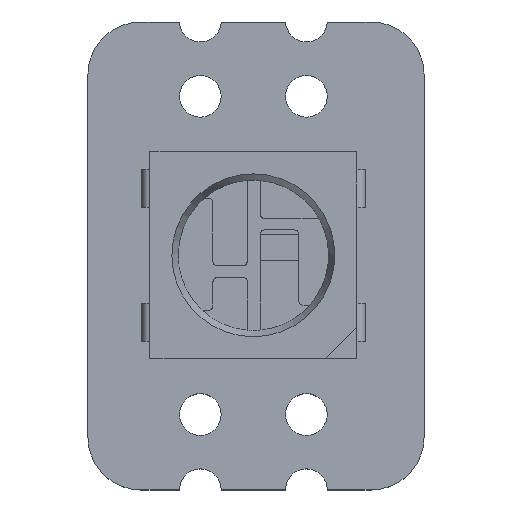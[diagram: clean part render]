
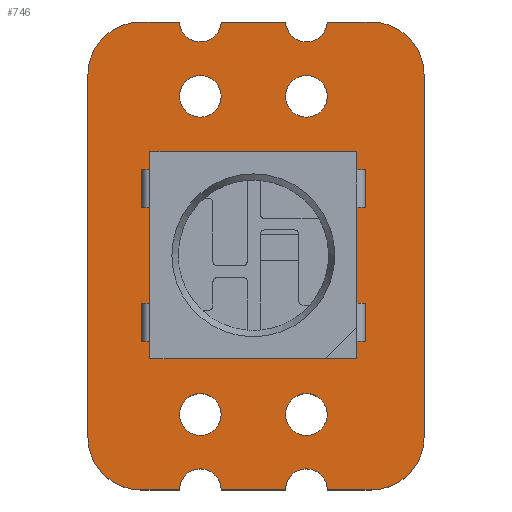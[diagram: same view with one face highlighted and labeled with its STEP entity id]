
A CAD part, top view. The second image highlights one B-rep face of the part: STEP entity #746.
In plain terms, the highlighted planar face has unit normal (0, 0, 1).
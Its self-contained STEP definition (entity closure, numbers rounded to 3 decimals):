
#41 = VERTEX_POINT('',#42);
#42 = CARTESIAN_POINT('',(148.234,-111.658,0.));
#59 = VERTEX_POINT('',#60);
#60 = CARTESIAN_POINT('',(148.234,-102.997,0.));
#66 = EDGE_CURVE('',#41,#59,#67,.T.);
#67 = LINE('',#68,#69);
#68 = CARTESIAN_POINT('',(148.234,-111.658,0.));
#69 = VECTOR('',#70,1.);
#70 = DIRECTION('',(0.,1.,0.));
#91 = VERTEX_POINT('',#92);
#92 = CARTESIAN_POINT('',(146.964,-112.928,0.));
#98 = EDGE_CURVE('',#41,#91,#99,.T.);
#99 = CIRCLE('',#100,1.27);
#100 = AXIS2_PLACEMENT_3D('',#101,#102,#103);
#101 = CARTESIAN_POINT('',(146.964,-111.658,0.));
#102 = DIRECTION('',(0.,0.,-1.));
#103 = DIRECTION('',(1.,0.,0.));
#114 = VERTEX_POINT('',#115);
#115 = CARTESIAN_POINT('',(146.964,-101.727,0.));
#131 = EDGE_CURVE('',#114,#59,#132,.T.);
#132 = CIRCLE('',#133,1.27);
#133 = AXIS2_PLACEMENT_3D('',#134,#135,#136);
#134 = CARTESIAN_POINT('',(146.964,-102.997,0.));
#135 = DIRECTION('',(0.,0.,-1.));
#136 = DIRECTION('',(0.,1.,0.));
#147 = VERTEX_POINT('',#148);
#148 = CARTESIAN_POINT('',(145.915,-112.928,0.));
#163 = EDGE_CURVE('',#147,#91,#164,.T.);
#164 = LINE('',#165,#166);
#165 = CARTESIAN_POINT('',(141.453,-112.928,0.));
#166 = VECTOR('',#167,1.);
#167 = DIRECTION('',(1.,0.,0.));
#187 = VERTEX_POINT('',#188);
#188 = CARTESIAN_POINT('',(145.915,-101.727,0.));
#194 = EDGE_CURVE('',#114,#187,#195,.T.);
#195 = LINE('',#196,#197);
#196 = CARTESIAN_POINT('',(146.964,-101.727,0.));
#197 = VECTOR('',#198,1.);
#198 = DIRECTION('',(-1.,0.,0.));
#219 = VERTEX_POINT('',#220);
#220 = CARTESIAN_POINT('',(145.915,-112.925,0.));
#226 = EDGE_CURVE('',#147,#219,#227,.T.);
#227 = CIRCLE('',#228,0.5);
#228 = AXIS2_PLACEMENT_3D('',#229,#230,#231);
#229 = CARTESIAN_POINT('',(145.415,-112.925,0.));
#230 = DIRECTION('',(0.,0.,1.));
#231 = DIRECTION('',(1.,0.,-0.));
#242 = VERTEX_POINT('',#243);
#243 = CARTESIAN_POINT('',(144.915,-101.727,0.));
#259 = EDGE_CURVE('',#242,#187,#260,.T.);
#260 = CIRCLE('',#261,0.5);
#261 = AXIS2_PLACEMENT_3D('',#262,#263,#264);
#262 = CARTESIAN_POINT('',(145.415,-101.705,0.));
#263 = DIRECTION('',(0.,0.,1.));
#264 = DIRECTION('',(1.,0.,-0.));
#285 = VERTEX_POINT('',#286);
#286 = CARTESIAN_POINT('',(144.915,-112.928,0.));
#292 = EDGE_CURVE('',#219,#285,#293,.T.);
#293 = CIRCLE('',#294,0.5);
#294 = AXIS2_PLACEMENT_3D('',#295,#296,#297);
#295 = CARTESIAN_POINT('',(145.415,-112.925,0.));
#296 = DIRECTION('',(0.,0.,1.));
#297 = DIRECTION('',(1.,0.,-0.));
#317 = VERTEX_POINT('',#318);
#318 = CARTESIAN_POINT('',(143.375,-101.727,0.));
#324 = EDGE_CURVE('',#242,#317,#325,.T.);
#325 = LINE('',#326,#327);
#326 = CARTESIAN_POINT('',(146.964,-101.727,0.));
#327 = VECTOR('',#328,1.);
#328 = DIRECTION('',(-1.,0.,0.));
#339 = VERTEX_POINT('',#340);
#340 = CARTESIAN_POINT('',(143.375,-112.928,0.));
#355 = EDGE_CURVE('',#339,#285,#356,.T.);
#356 = LINE('',#357,#358);
#357 = CARTESIAN_POINT('',(141.453,-112.928,0.));
#358 = VECTOR('',#359,1.);
#359 = DIRECTION('',(1.,0.,0.));
#370 = VERTEX_POINT('',#371);
#371 = CARTESIAN_POINT('',(142.375,-101.727,0.));
#387 = EDGE_CURVE('',#370,#317,#388,.T.);
#388 = CIRCLE('',#389,0.5);
#389 = AXIS2_PLACEMENT_3D('',#390,#391,#392);
#390 = CARTESIAN_POINT('',(142.875,-101.705,0.));
#391 = DIRECTION('',(0.,0.,1.));
#392 = DIRECTION('',(1.,0.,-0.));
#413 = VERTEX_POINT('',#414);
#414 = CARTESIAN_POINT('',(143.375,-112.925,0.));
#420 = EDGE_CURVE('',#339,#413,#421,.T.);
#421 = CIRCLE('',#422,0.5);
#422 = AXIS2_PLACEMENT_3D('',#423,#424,#425);
#423 = CARTESIAN_POINT('',(142.875,-112.925,0.));
#424 = DIRECTION('',(0.,0.,1.));
#425 = DIRECTION('',(1.,0.,-0.));
#445 = VERTEX_POINT('',#446);
#446 = CARTESIAN_POINT('',(141.453,-101.727,0.));
#452 = EDGE_CURVE('',#370,#445,#453,.T.);
#453 = LINE('',#454,#455);
#454 = CARTESIAN_POINT('',(146.964,-101.727,0.));
#455 = VECTOR('',#456,1.);
#456 = DIRECTION('',(-1.,0.,0.));
#477 = VERTEX_POINT('',#478);
#478 = CARTESIAN_POINT('',(142.375,-112.928,0.));
#484 = EDGE_CURVE('',#413,#477,#485,.T.);
#485 = CIRCLE('',#486,0.5);
#486 = AXIS2_PLACEMENT_3D('',#487,#488,#489);
#487 = CARTESIAN_POINT('',(142.875,-112.925,0.));
#488 = DIRECTION('',(0.,0.,1.));
#489 = DIRECTION('',(1.,0.,-0.));
#500 = VERTEX_POINT('',#501);
#501 = CARTESIAN_POINT('',(140.183,-102.997,0.));
#517 = EDGE_CURVE('',#500,#445,#518,.T.);
#518 = CIRCLE('',#519,1.27);
#519 = AXIS2_PLACEMENT_3D('',#520,#521,#522);
#520 = CARTESIAN_POINT('',(141.453,-102.997,0.));
#521 = DIRECTION('',(0.,0.,-1.));
#522 = DIRECTION('',(-1.,0.,0.));
#533 = VERTEX_POINT('',#534);
#534 = CARTESIAN_POINT('',(141.453,-112.928,0.));
#549 = EDGE_CURVE('',#533,#477,#550,.T.);
#550 = LINE('',#551,#552);
#551 = CARTESIAN_POINT('',(141.453,-112.928,0.));
#552 = VECTOR('',#553,1.);
#553 = DIRECTION('',(1.,0.,0.));
#573 = VERTEX_POINT('',#574);
#574 = CARTESIAN_POINT('',(140.183,-111.658,0.));
#580 = EDGE_CURVE('',#500,#573,#581,.T.);
#581 = LINE('',#582,#583);
#582 = CARTESIAN_POINT('',(140.183,-102.997,0.));
#583 = VECTOR('',#584,1.);
#584 = DIRECTION('',(0.,-1.,0.));
#603 = EDGE_CURVE('',#533,#573,#604,.T.);
#604 = CIRCLE('',#605,1.27);
#605 = AXIS2_PLACEMENT_3D('',#606,#607,#608);
#606 = CARTESIAN_POINT('',(141.453,-111.658,0.));
#607 = DIRECTION('',(0.,0.,-1.));
#608 = DIRECTION('',(0.,-1.,0.));
#619 = VERTEX_POINT('',#620);
#620 = CARTESIAN_POINT('',(143.375,-111.125,0.));
#636 = EDGE_CURVE('',#619,#619,#637,.T.);
#637 = CIRCLE('',#638,0.5);
#638 = AXIS2_PLACEMENT_3D('',#639,#640,#641);
#639 = CARTESIAN_POINT('',(142.875,-111.125,0.));
#640 = DIRECTION('',(0.,0.,1.));
#641 = DIRECTION('',(1.,0.,-0.));
#652 = VERTEX_POINT('',#653);
#653 = CARTESIAN_POINT('',(145.915,-111.125,0.));
#669 = EDGE_CURVE('',#652,#652,#670,.T.);
#670 = CIRCLE('',#671,0.5);
#671 = AXIS2_PLACEMENT_3D('',#672,#673,#674);
#672 = CARTESIAN_POINT('',(145.415,-111.125,0.));
#673 = DIRECTION('',(0.,0.,1.));
#674 = DIRECTION('',(1.,0.,-0.));
#685 = VERTEX_POINT('',#686);
#686 = CARTESIAN_POINT('',(145.915,-103.505,0.));
#702 = EDGE_CURVE('',#685,#685,#703,.T.);
#703 = CIRCLE('',#704,0.5);
#704 = AXIS2_PLACEMENT_3D('',#705,#706,#707);
#705 = CARTESIAN_POINT('',(145.415,-103.505,0.));
#706 = DIRECTION('',(0.,0.,1.));
#707 = DIRECTION('',(1.,0.,-0.));
#718 = VERTEX_POINT('',#719);
#719 = CARTESIAN_POINT('',(143.375,-103.505,0.));
#735 = EDGE_CURVE('',#718,#718,#736,.T.);
#736 = CIRCLE('',#737,0.5);
#737 = AXIS2_PLACEMENT_3D('',#738,#739,#740);
#738 = CARTESIAN_POINT('',(142.875,-103.505,0.));
#739 = DIRECTION('',(0.,0.,1.));
#740 = DIRECTION('',(1.,0.,-0.));
#746 = ADVANCED_FACE('',(#747,#767,#770,#773,#776),#779,.F.);
#747 = FACE_BOUND('',#748,.F.);
#748 = EDGE_LOOP('',(#749,#750,#751,#752,#753,#754,#755,#756,#757,#758,
    #759,#760,#761,#762,#763,#764,#765,#766));
#749 = ORIENTED_EDGE('',*,*,#66,.F.);
#750 = ORIENTED_EDGE('',*,*,#98,.T.);
#751 = ORIENTED_EDGE('',*,*,#163,.F.);
#752 = ORIENTED_EDGE('',*,*,#226,.T.);
#753 = ORIENTED_EDGE('',*,*,#292,.T.);
#754 = ORIENTED_EDGE('',*,*,#355,.F.);
#755 = ORIENTED_EDGE('',*,*,#420,.T.);
#756 = ORIENTED_EDGE('',*,*,#484,.T.);
#757 = ORIENTED_EDGE('',*,*,#549,.F.);
#758 = ORIENTED_EDGE('',*,*,#603,.T.);
#759 = ORIENTED_EDGE('',*,*,#580,.F.);
#760 = ORIENTED_EDGE('',*,*,#517,.T.);
#761 = ORIENTED_EDGE('',*,*,#452,.F.);
#762 = ORIENTED_EDGE('',*,*,#387,.T.);
#763 = ORIENTED_EDGE('',*,*,#324,.F.);
#764 = ORIENTED_EDGE('',*,*,#259,.T.);
#765 = ORIENTED_EDGE('',*,*,#194,.F.);
#766 = ORIENTED_EDGE('',*,*,#131,.T.);
#767 = FACE_BOUND('',#768,.F.);
#768 = EDGE_LOOP('',(#769));
#769 = ORIENTED_EDGE('',*,*,#636,.T.);
#770 = FACE_BOUND('',#771,.F.);
#771 = EDGE_LOOP('',(#772));
#772 = ORIENTED_EDGE('',*,*,#669,.T.);
#773 = FACE_BOUND('',#774,.F.);
#774 = EDGE_LOOP('',(#775));
#775 = ORIENTED_EDGE('',*,*,#702,.T.);
#776 = FACE_BOUND('',#777,.F.);
#777 = EDGE_LOOP('',(#778));
#778 = ORIENTED_EDGE('',*,*,#735,.T.);
#779 = PLANE('',#780);
#780 = AXIS2_PLACEMENT_3D('',#781,#782,#783);
#781 = CARTESIAN_POINT('',(148.234,-111.658,0.));
#782 = DIRECTION('',(0.,0.,-1.));
#783 = DIRECTION('',(-1.,0.,-0.));
